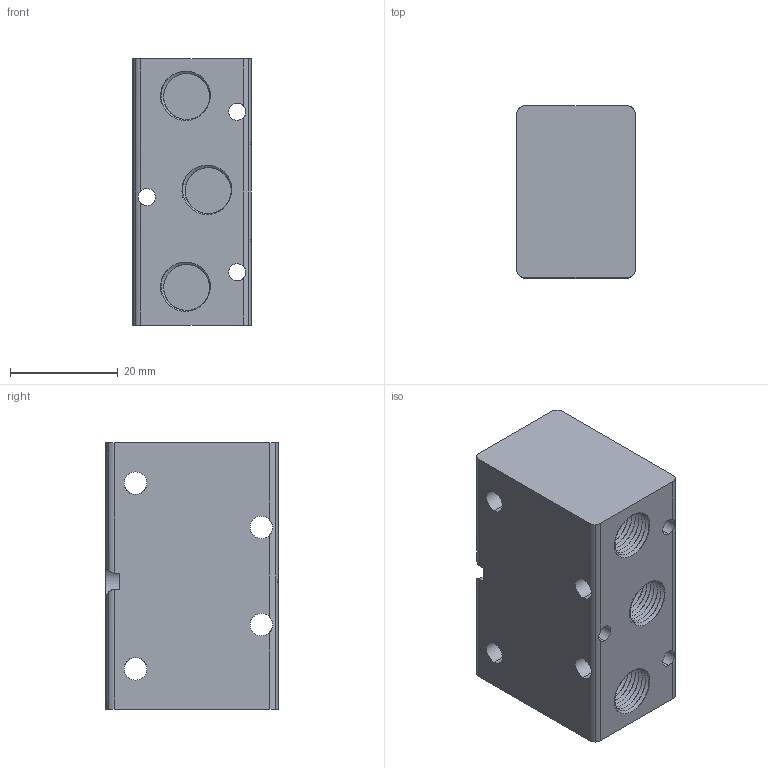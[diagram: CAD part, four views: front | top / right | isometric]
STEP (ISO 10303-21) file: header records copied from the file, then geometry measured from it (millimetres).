
FILE_DESCRIPTION((''),'2;1');
FILE_NAME('00_019_4.stp','2002-12-02T22:42:07',('Branislav Petkovic'),('AZ Pneumatica'),'AutoCAD STEP 2000i','AutoCAD 2000i','Via J. F. Kennedy, 26, 20020 Misinto (MI), ITALY');
FILE_SCHEMA(('CONFIG_CONTROL_DESIGN'));
Length unit declared in the file: millimetre
Products named in the file (5): 00_019_4; X21 MEHANIKA; PART2; 521 TELO; PART1
Assembly tree (5 placements, depth 3):
  00_019_4
    X21 MEHANIKA  x2
      PART2
    521 TELO
      PART1
Bounding box: 22 x 32 x 49.5 mm (x, y, z)
Surface area: 10552.3 mm2 (no closed solid volume)
Topology: 0 solids, 1 shells, 161 faces, 494 edges, 329 vertices
Faces by surface type: cylinder 137, plane 14, bspline 10
Entity records: 21297 total; most frequent: CARTESIAN_POINT 16118, ORIENTED_EDGE 1151, DIRECTION 880, EDGE_CURVE 613, VERTEX_POINT 427, AXIS2_PLACEMENT_3D 331, B_SPLINE_CURVE_WITH_KNOTS 247, VECTOR 218
